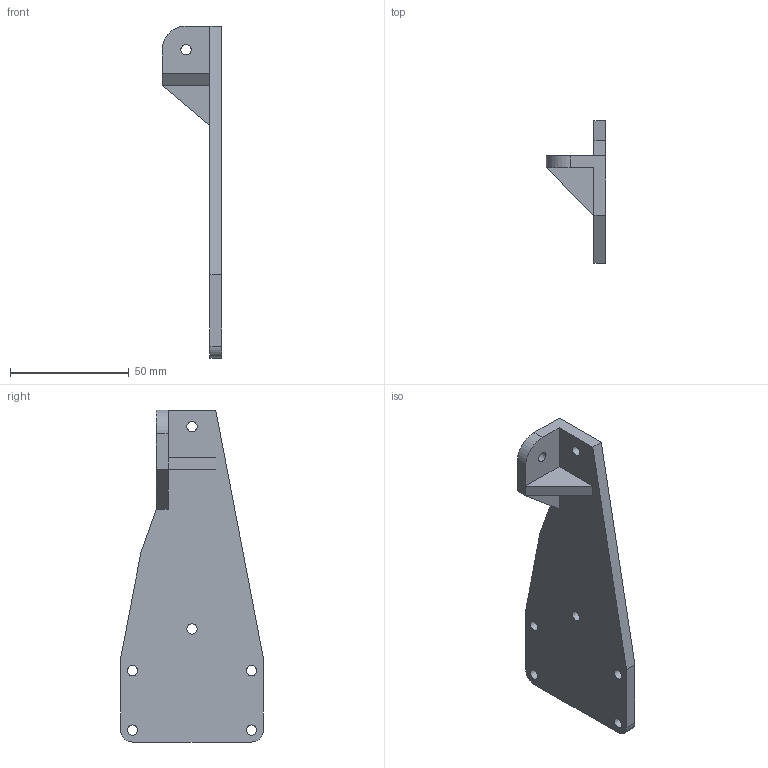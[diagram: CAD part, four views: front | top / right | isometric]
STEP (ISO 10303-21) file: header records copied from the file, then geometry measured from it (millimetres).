
FILE_DESCRIPTION(('FreeCAD Model'),'2;1');
FILE_NAME('Open CASCADE Shape Model','2025-02-26T16:05:48',(''),(''), 'Open CASCADE STEP processor 7.7','FreeCAD','Unknown');
FILE_SCHEMA(('AUTOMOTIVE_DESIGN { 1 0 10303 214 1 1 1 1 }'));
Length unit declared in the file: millimetre
Products named in the file (1): Slides Mount
Bounding box: 25 x 60 x 139.5 mm (x, y, z)
Volume: 35130.8 mm3; surface area: 16414.9 mm2
Topology: 1 solids, 1 shells, 27 faces, 71 edges, 46 vertices
Faces by surface type: plane 17, cylinder 10
Full cylindrical faces by diameter (mm): 4.35 x7
Entity records: 883 total; most frequent: DIRECTION 147, CARTESIAN_POINT 145, ORIENTED_EDGE 142, EDGE_CURVE 71, LINE 51, VECTOR 51, AXIS2_PLACEMENT_3D 48, VERTEX_POINT 46
